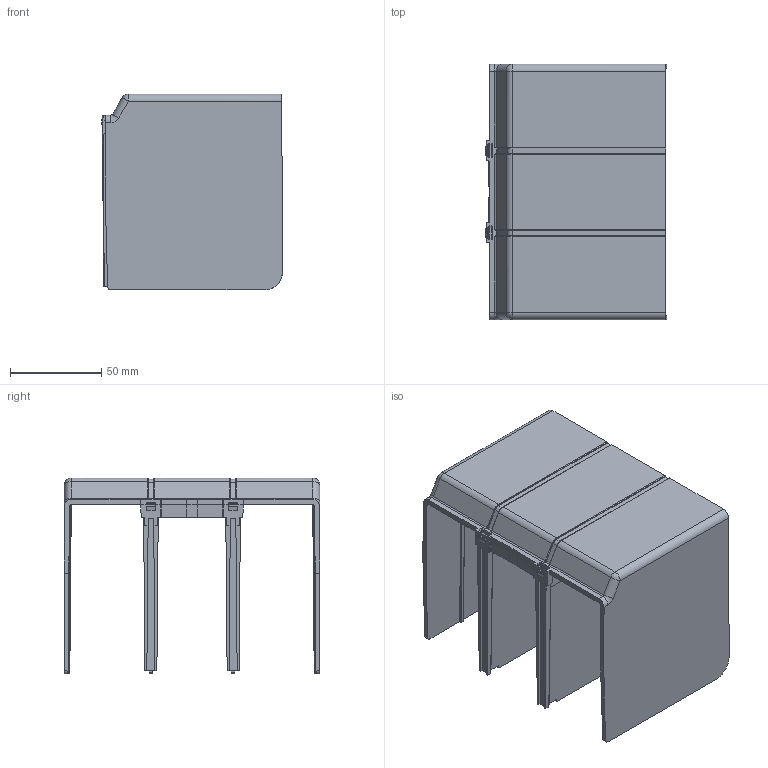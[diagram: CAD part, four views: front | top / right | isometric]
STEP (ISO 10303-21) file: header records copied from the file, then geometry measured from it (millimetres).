
FILE_DESCRIPTION(/* description */ (''),/* implementation_level */ '2;1');
FILE_NAME(/* name */ 'FILE_STP_CAD_DRAWING_3D_BFX836_prt.stp',/* time_stamp */ '2023-03-03T13:29:14+01:00',/* author */ (''),/* organization */ (''),/* preprocessor_version */ 'ST-DEVELOPER v16.7',/* originating_system */ 'SIEMENS PLM Software NX 12.0',/* authorisation */ '');
FILE_SCHEMA (('AUTOMOTIVE_DESIGN { 1 0 10303 214 3 1 1 1 }'));
Length unit declared in the file: millimetre
Products named in the file (1): 3D_BFX836
Bounding box: 99.12 x 140 x 107.3 mm (x, y, z)
Surface area: 114613.5 mm2 (no closed solid volume)
Topology: 0 solids, 1 shells, 338 faces, 891 edges, 537 vertices
Faces by surface type: cylinder 142, plane 138, bspline 40, sphere 16, torus 2
Entity records: 10851 total; most frequent: CARTESIAN_POINT 2674, ORIENTED_EDGE 1726, DIRECTION 1696, EDGE_CURVE 875, AXIS2_PLACEMENT_3D 587, VERTEX_POINT 536, LINE 522, VECTOR 522
